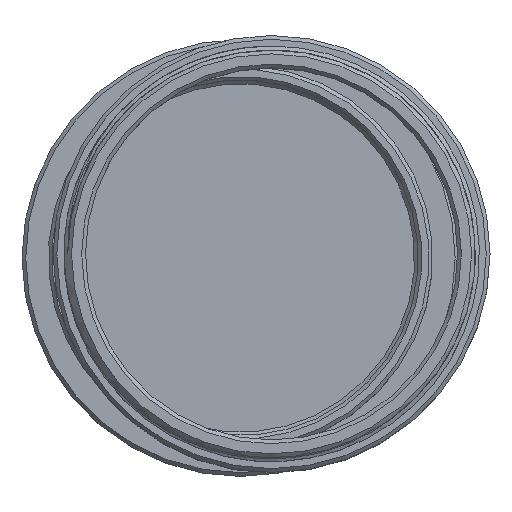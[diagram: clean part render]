
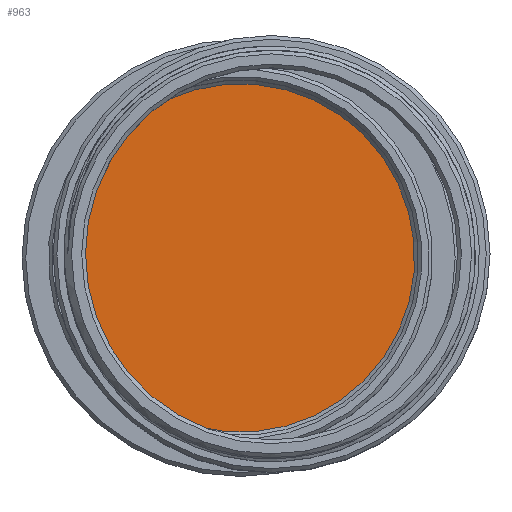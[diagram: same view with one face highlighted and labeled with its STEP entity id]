
A CAD part, top view. The second image highlights one B-rep face of the part: STEP entity #963.
In plain terms, the highlighted planar face has unit normal (0, 0, 1).
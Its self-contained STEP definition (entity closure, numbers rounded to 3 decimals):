
#58=PLANE('',#1072);
#87=FACE_OUTER_BOUND('',#157,.T.);
#157=EDGE_LOOP('',(#662));
#336=CIRCLE('',#1059,23.124);
#401=VERTEX_POINT('',#1532);
#486=EDGE_CURVE('',#401,#401,#336,.T.);
#662=ORIENTED_EDGE('',*,*,#486,.T.);
#963=ADVANCED_FACE('',(#87),#58,.T.);
#1059=AXIS2_PLACEMENT_3D('',#1533,#1212,#1213);
#1072=AXIS2_PLACEMENT_3D('',#1558,#1243,#1244);
#1212=DIRECTION('center_axis',(0.,0.,1.));
#1213=DIRECTION('ref_axis',(1.,0.,0.));
#1243=DIRECTION('center_axis',(0.,0.,1.));
#1244=DIRECTION('ref_axis',(1.,0.,0.));
#1532=CARTESIAN_POINT('',(-27.267,0.,2.408));
#1533=CARTESIAN_POINT('Origin',(-4.143,0.,
2.408));
#1558=CARTESIAN_POINT('Origin',(-4.143,0.,
2.408));
